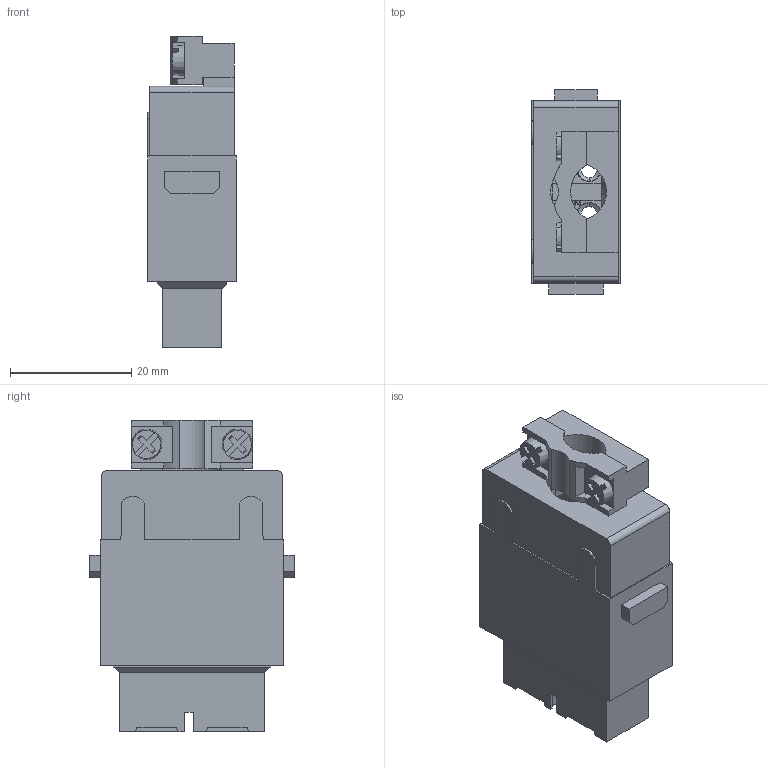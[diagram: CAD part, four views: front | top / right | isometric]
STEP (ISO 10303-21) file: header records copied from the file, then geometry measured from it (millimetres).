
FILE_DESCRIPTION(('CATIA V5 STEP Exchange','CAx-IF Rec.Pracs.--- Model Styling and Organization---1.5--- 2016-08-15','CAx-IF Rec.Pracs.---Supplemental Geometry---1.0---2011-11-01','CAx-IF Rec.Pracs.--- Composite Materials ---1.1---2010-07-15'),'2;1');
FILE_NAME ('2066204-2_2', '2025-11-24T08:11:36+00:00', ('none'), ('Weidmueller'), 'CATIA Version 5-6 Release 2024 SP4', 'CATIA V5 STEP AP214 v3', 'none');
FILE_SCHEMA(('AUTOMOTIVE_DESIGN { 1 0 10303 214 1 1 1 1 }'));
Length unit declared in the file: millimetre
Products named in the file (1): 3092830000
Bounding box: 14.6 x 33.85 x 51.5 mm (x, y, z)
Volume: 13328 mm3; surface area: 9119.8 mm2
Topology: 1 solids, 1 shells, 633 faces, 1858 edges, 1248 vertices
Faces by surface type: plane 469, cylinder 95, cone 68, sphere 1
Entity records: 20496 total; most frequent: CARTESIAN_POINT 4333, ORIENTED_EDGE 3716, DIRECTION 2667, EDGE_CURVE 1858, VECTOR 1461, LINE 1461, VERTEX_POINT 1248, AXIS2_PLACEMENT_3D 761
